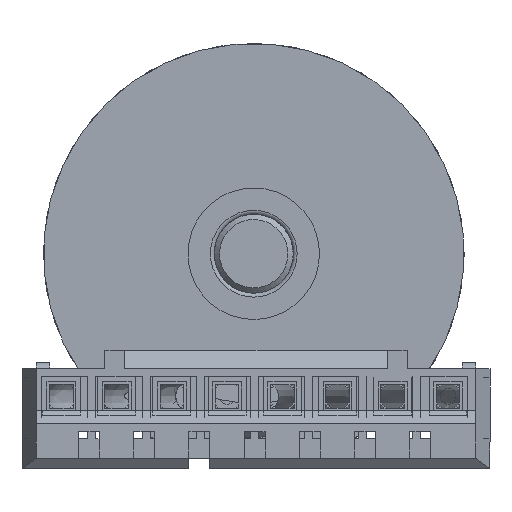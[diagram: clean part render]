
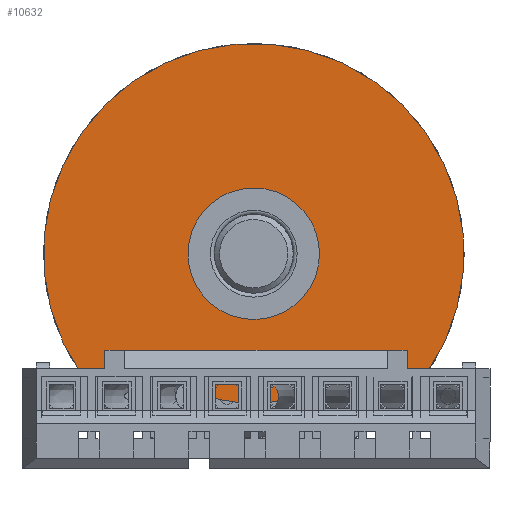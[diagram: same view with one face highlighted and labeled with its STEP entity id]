
A CAD part, front view. The second image highlights one B-rep face of the part: STEP entity #10632.
In plain terms, the highlighted planar face has unit normal (0, -1, 0).
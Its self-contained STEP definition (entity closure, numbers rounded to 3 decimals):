
#215 = CARTESIAN_POINT ( 'NONE',  ( -3.692, 0., 4.342 ) ) ;
#858 = DIRECTION ( 'NONE',  ( 0.707, 0., -0.707 ) ) ;
#926 = AXIS2_PLACEMENT_3D ( 'NONE', #9806, #2251, #8987 ) ;
#944 = AXIS2_PLACEMENT_3D ( 'NONE', #17401, #12733, #5474 ) ;
#1079 = EDGE_LOOP ( 'NONE', ( #6628, #2892, #13484, #16108, #19331, #12617 ) ) ;
#2209 = PLANE ( 'NONE',  #944 ) ;
#2251 = DIRECTION ( 'NONE',  ( 0., -1., 0. ) ) ;
#2270 = AXIS2_PLACEMENT_3D ( 'NONE', #15558, #5025, #18522 ) ;
#2301 = FACE_OUTER_BOUND ( 'NONE', #1079, .T. ) ;
#2331 = DIRECTION ( 'NONE',  ( 0., -1., 0. ) ) ;
#2360 = CARTESIAN_POINT ( 'NONE',  ( -4.37, 0., 4.37 ) ) ;
#2449 = CARTESIAN_POINT ( 'NONE',  ( -4.37, 0., 4.37 ) ) ;
#2892 = ORIENTED_EDGE ( 'NONE', *, *, #8633, .F. ) ;
#3149 = CIRCLE ( 'NONE', #11412, 2.5 ) ;
#3248 = CARTESIAN_POINT ( 'NONE',  ( 0., 0., 0. ) ) ;
#4216 = VERTEX_POINT ( 'NONE', #14458 ) ;
#5025 = DIRECTION ( 'NONE',  ( 0., -1., 0. ) ) ;
#5474 = DIRECTION ( 'NONE',  ( 0., 0., -1. ) ) ;
#5617 = CARTESIAN_POINT ( 'NONE',  ( 4.37, 0., 4.37 ) ) ;
#5686 = CIRCLE ( 'NONE', #19615, 5.7 ) ;
#5996 = VECTOR ( 'NONE', #15951, 1000. ) ;
#6309 = CARTESIAN_POINT ( 'NONE',  ( 4.37, 0., 4.37 ) ) ;
#6475 = DIRECTION ( 'NONE',  ( 0., 1., 0. ) ) ;
#6628 = ORIENTED_EDGE ( 'NONE', *, *, #10009, .F. ) ;
#6807 = VERTEX_POINT ( 'NONE', #6309 ) ;
#6975 = EDGE_CURVE ( 'NONE', #18880, #10607, #15503, .T. ) ;
#7098 = LINE ( 'NONE', #5617, #5996 ) ;
#7359 = EDGE_CURVE ( 'NONE', #10607, #14348, #5686, .T. ) ;
#8392 = DIRECTION ( 'NONE',  ( 0., 0., 1. ) ) ;
#8497 = CARTESIAN_POINT ( 'NONE',  ( -4.016, 0., 4.723 ) ) ;
#8633 = EDGE_CURVE ( 'NONE', #14348, #6807, #13679, .T. ) ;
#8987 = DIRECTION ( 'NONE',  ( 0., 0., -1. ) ) ;
#9253 = CARTESIAN_POINT ( 'NONE',  ( 0., 0., -2.5 ) ) ;
#9306 = DIRECTION ( 'NONE',  ( 0., -1., 0. ) ) ;
#9806 = CARTESIAN_POINT ( 'NONE',  ( 0., 0., 0. ) ) ;
#9994 = LINE ( 'NONE', #2449, #13629 ) ;
#10009 = EDGE_CURVE ( 'NONE', #6807, #15523, #7098, .T. ) ;
#10033 = EDGE_CURVE ( 'NONE', #4216, #15523, #13598, .T. ) ;
#10607 = VERTEX_POINT ( 'NONE', #215 ) ;
#10632 = ADVANCED_FACE ( 'NONE', ( #2301, #13028 ), #2209, .T. ) ;
#10879 = EDGE_CURVE ( 'NONE', #12138, #12138, #3149, .T. ) ;
#11113 = EDGE_CURVE ( 'NONE', #4216, #18880, #9994, .T. ) ;
#11412 = AXIS2_PLACEMENT_3D ( 'NONE', #3248, #9306, #17692 ) ;
#12138 = VERTEX_POINT ( 'NONE', #9253 ) ;
#12617 = ORIENTED_EDGE ( 'NONE', *, *, #10033, .T. ) ;
#12733 = DIRECTION ( 'NONE',  ( 0., -1., 0. ) ) ;
#13028 = FACE_BOUND ( 'NONE', #14049, .T. ) ;
#13484 = ORIENTED_EDGE ( 'NONE', *, *, #7359, .F. ) ;
#13598 = CIRCLE ( 'NONE', #926, 8. ) ;
#13629 = VECTOR ( 'NONE', #858, 1000. ) ;
#13679 = CIRCLE ( 'NONE', #2270, 0.5 ) ;
#14040 = CARTESIAN_POINT ( 'NONE',  ( 5.657, 0., 5.657 ) ) ;
#14049 = EDGE_LOOP ( 'NONE', ( #19014 ) ) ;
#14058 = CARTESIAN_POINT ( 'NONE',  ( 3.692, 0., 4.342 ) ) ;
#14130 = CARTESIAN_POINT ( 'NONE',  ( 0., 0., 0. ) ) ;
#14348 = VERTEX_POINT ( 'NONE', #14058 ) ;
#14458 = CARTESIAN_POINT ( 'NONE',  ( -5.657, 0., 5.657 ) ) ;
#15503 = CIRCLE ( 'NONE', #16763, 0.5 ) ;
#15523 = VERTEX_POINT ( 'NONE', #14040 ) ;
#15558 = CARTESIAN_POINT ( 'NONE',  ( 4.016, 0., 4.723 ) ) ;
#15951 = DIRECTION ( 'NONE',  ( 0.707, 0., 0.707 ) ) ;
#16108 = ORIENTED_EDGE ( 'NONE', *, *, #6975, .F. ) ;
#16763 = AXIS2_PLACEMENT_3D ( 'NONE', #8497, #2331, #8392 ) ;
#17401 = CARTESIAN_POINT ( 'NONE',  ( 2.5, 0., 0. ) ) ;
#17692 = DIRECTION ( 'NONE',  ( 0., 0., -1. ) ) ;
#18496 = DIRECTION ( 'NONE',  ( 0., 0., -1. ) ) ;
#18522 = DIRECTION ( 'NONE',  ( 0., 0., -1. ) ) ;
#18880 = VERTEX_POINT ( 'NONE', #2360 ) ;
#19014 = ORIENTED_EDGE ( 'NONE', *, *, #10879, .F. ) ;
#19331 = ORIENTED_EDGE ( 'NONE', *, *, #11113, .F. ) ;
#19615 = AXIS2_PLACEMENT_3D ( 'NONE', #14130, #6475, #18496 ) ;
